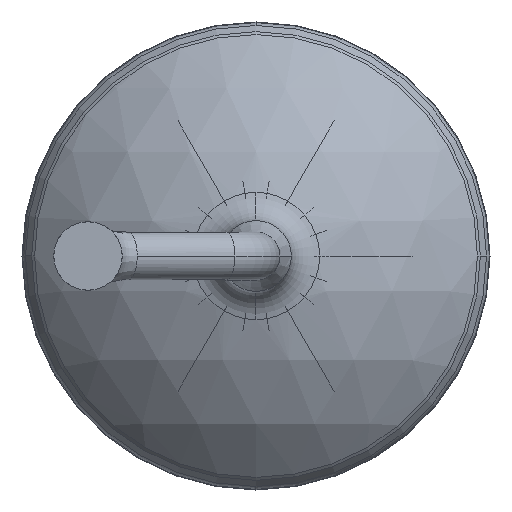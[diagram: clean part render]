
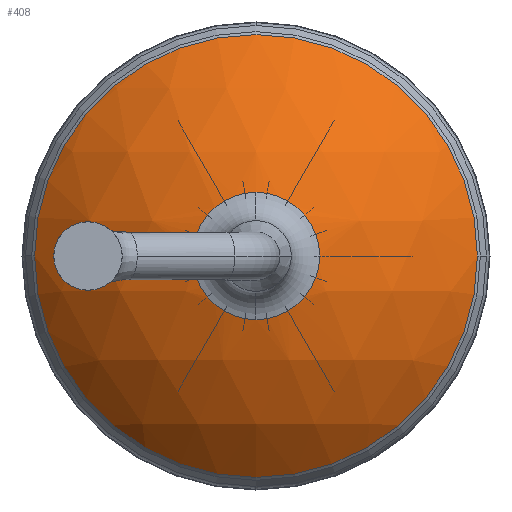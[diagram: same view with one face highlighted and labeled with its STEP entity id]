
A CAD part, front view. The second image highlights one B-rep face of the part: STEP entity #408.
In plain terms, the highlighted spherical face has radius 2500 mm.
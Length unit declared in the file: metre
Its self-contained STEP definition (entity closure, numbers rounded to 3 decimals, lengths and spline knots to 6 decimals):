
#408=ADVANCED_FACE('0:99',(#526,#527),#528,.T.);
#526=FACE_BOUND('',#2198,.T.);
#527=FACE_OUTER_BOUND('',#2199,.T.);
#528=SPHERICAL_SURFACE('',#2200,2.5);
#2198=EDGE_LOOP('',(#2512,#2513,#2514));
#2199=EDGE_LOOP('',(#2515,#2516));
#2200=AXIS2_PLACEMENT_3D('',#2517,#2518,#2519);
#2512=ORIENTED_EDGE('',*,*,#2891,.T.);
#2513=ORIENTED_EDGE('',*,*,#2910,.T.);
#2514=ORIENTED_EDGE('',*,*,#2892,.T.);
#2515=ORIENTED_EDGE('',*,*,#2869,.T.);
#2516=ORIENTED_EDGE('',*,*,#2915,.T.);
#2517=CARTESIAN_POINT('',(0.,2.867002,0.0));
#2518=DIRECTION('',(0.,0.0,1.0));
#2519=DIRECTION('',(1.0,0.0,0.));
#2869=EDGE_CURVE('0:177',#3239,#3243,#3245,.T.);
#2891=EDGE_CURVE('0:156',#3281,#3278,#3282,.T.);
#2892=EDGE_CURVE('0:156',#3283,#3281,#3284,.T.);
#2910=EDGE_CURVE('0:156',#3278,#3283,#3310,.T.);
#2915=EDGE_CURVE('0:177',#3243,#3239,#3315,.T.);
#3239=VERTEX_POINT('',#3731);
#3243=VERTEX_POINT('',#3736);
#3245=CIRCLE('',#3739,1.845);
#3278=VERTEX_POINT('',#3780);
#3281=VERTEX_POINT('',#3783);
#3282=CIRCLE('',#3784,0.530357);
#3283=VERTEX_POINT('',#3785);
#3284=CIRCLE('',#3786,0.530357);
#3310=CIRCLE('',#4048,0.530357);
#3315=CIRCLE('',#4053,1.845);
#3731=CARTESIAN_POINT('',(1.845,1.18,0.0));
#3736=CARTESIAN_POINT('',(-1.845,1.18,0.));
#3739=AXIS2_PLACEMENT_3D('',#4630,#4631,#4632);
#3780=CARTESIAN_POINT('',(0.,0.423905,0.530357));
#3783=CARTESIAN_POINT('',(-0.498373,0.423905,-0.181393));
#3784=AXIS2_PLACEMENT_3D('',#4680,#4681,#4682);
#3785=CARTESIAN_POINT('',(0.,0.423905,-0.530357));
#3786=AXIS2_PLACEMENT_3D('',#4683,#4684,#4685);
#4048=AXIS2_PLACEMENT_3D('',#4711,#4712,#4713);
#4053=AXIS2_PLACEMENT_3D('',#4726,#4727,#4728);
#4630=CARTESIAN_POINT('',(0.,1.18,0.0));
#4631=DIRECTION('',(0.,-1.0,0.0));
#4632=DIRECTION('',(1.0,0.,0.0));
#4680=CARTESIAN_POINT('',(0.0,0.423905,0.0));
#4681=DIRECTION('',(0.0,1.0,0.0));
#4682=DIRECTION('',(0.0,0.0,1.0));
#4683=CARTESIAN_POINT('',(0.0,0.423905,0.0));
#4684=DIRECTION('',(0.0,1.0,0.0));
#4685=DIRECTION('',(0.0,0.0,1.0));
#4711=CARTESIAN_POINT('',(0.0,0.423905,0.0));
#4712=DIRECTION('',(0.0,1.0,0.0));
#4713=DIRECTION('',(0.0,0.0,1.0));
#4726=CARTESIAN_POINT('',(0.,1.18,0.0));
#4727=DIRECTION('',(0.,-1.0,0.0));
#4728=DIRECTION('',(1.0,0.,0.0));
